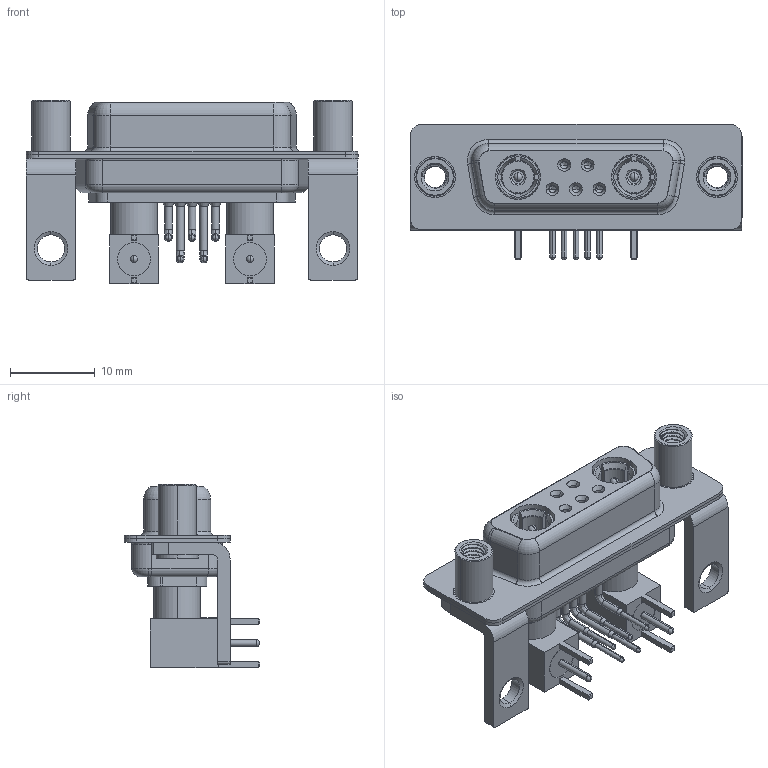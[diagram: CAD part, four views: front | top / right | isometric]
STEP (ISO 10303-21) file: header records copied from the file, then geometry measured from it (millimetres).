
FILE_DESCRIPTION (( 'STEP AP203' ), '1' );
FILE_NAME ('630-7W2-240-5NE.STEP', '2022-05-31T01:11:35', ( '' ), ( '' ), 'SwSTEP 2.0', 'SolidWorks 2020', '' );
FILE_SCHEMA (( 'CONFIG_CONTROL_DESIGN' ));
Length unit declared in the file: millimetre
Products named in the file (16): Co-Ax Plug Assy_RA; Insulator RA Pin; 630-7W2-240-5NE; 630Combo Contact Row 1; Locking Collar; 630Combo Shell Rear_15 Contacts; RA Back Shell; 630Combo Stabilizer Bracket; 630Combo Shell Front_15 Contacts; Pin_RA; Co-Ax Plug_RA PC Tail; 630Combo Contact Row 2; 630Combo Housing_7W2; Insulator Pin_Straight PC Tail; 630Combo Threaded Standoff_D
Assembly tree (26 placements, depth 3):
  630-7W2-240-5NE
    630Combo Housing_7W2
    630Combo Shell Front_15 Contacts
    630Combo Shell Rear_15 Contacts
    630Combo Stabilizer Bracket  x2
    630Combo Threaded Standoff_D  x2
    Co-Ax Plug Assy_RA
      Co-Ax Plug_RA PC Tail
      Insulator Pin_Straight PC Tail
      Pin_RA
      Locking Collar
      RA Back Shell
      Insulator RA Pin
    Co-Ax Plug Assy_RA
      Co-Ax Plug_RA PC Tail
      Insulator Pin_Straight PC Tail
      Pin_RA
      Locking Collar
      RA Back Shell
      Insulator RA Pin
    630Combo Contact Row 1  x2
    630Combo Contact Row 2  x3
Bounding box: 39.2 x 16 x 21.61 mm (x, y, z)
Volume: 3356.9 mm3; surface area: 8250.1 mm2
Topology: 24 solids, 24 shells, 978 faces, 2432 edges, 1532 vertices
Faces by surface type: cylinder 454, plane 298, cone 121, torus 69, bspline 28, sphere 8
Entity records: 22683 total; most frequent: CARTESIAN_POINT 6000, DIRECTION 3278, ORIENTED_EDGE 2972, EDGE_CURVE 1486, AXIS2_PLACEMENT_3D 1322, VERTEX_POINT 945, EDGE_LOOP 699, CIRCLE 690
